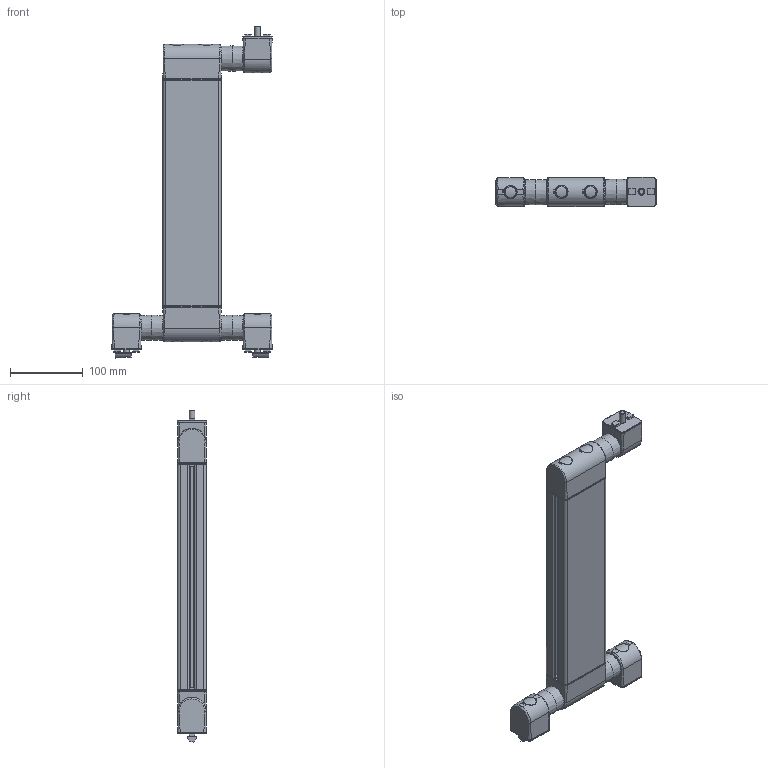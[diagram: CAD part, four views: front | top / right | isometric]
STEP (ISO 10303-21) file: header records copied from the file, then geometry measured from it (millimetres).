
FILE_DESCRIPTION(('STEP AP203'),'1');
FILE_NAME('ERGO08H2660.stp','2024-03-04T13:39:30',(' '),(' '),'Spatial InterOp 3D',' ',' ');
FILE_SCHEMA(('CONFIG_CONTROL_DESIGN'));
Length unit declared in the file: millimetre
Products named in the file (18): Articulation à friction simple parallèle 1 section double; Vis CHC - M8x50; Capot 8-40; Cache vis; Corps 1Z40; arbre de friction; Corps 2Z40; générique bras articulé simples; Profilé 8 80x40 4N180 E; Articulation à friction double; Corps 2Y40; Kit de fixation; Vis BHC - M8x45; Écrou 8 St M8
Assembly tree (39 placements, depth 5):
  générique bras articulé simples
    Articulation à friction simple parallèle 1 section double
      Articulation à friction simple parallèle 1 section double
        Vis CHC - M8x50
        Capot 8-40
        Cache vis
        Corps 1Z40
      Articulation à friction simple parallèle 1 section double
        Capot 8-40  x2
        Cache vis  x2
        Vis CHC - M8x50  x2
        arbre de friction
        Corps 2Z40
    Profilé 8 80x40 4N180 E
    Articulation à friction double
      Articulation à friction double
        Capot 8-40  x2
        Cache vis  x2
        Vis CHC - M8x50  x2
        Corps 2Y40
      Articulation à friction double
        Kit de fixation  x2
          Vis BHC - M8x45
          Écrou 8 St M8
        Cache vis  x2
        Capot 8-40  x3
        Corps 1Z40  x2
        arbre de friction  x2
Bounding box: 220.01 x 40 x 456.3 mm (x, y, z)
Volume: 769354.6 mm3; surface area: 433163.7 mm2
Topology: 33 solids, 33 shells, 2101 faces, 5530 edges, 3631 vertices
Faces by surface type: plane 1077, cylinder 745, cone 170, torus 107, sphere 2
Full cylindrical faces by diameter (mm): 4 x2, 6.78 x2, 6.8 x2, 8 x14, 8.4 x7, 10 x7, 13 x12, 15.3 x7, 17.87 x7, 28 x6
Entity records: 41415 total; most frequent: CARTESIAN_POINT 10438, ORIENTED_EDGE 5460, DIRECTION 5377, EDGE_CURVE 2730, AXIS2_PLACEMENT_3D 1875, VERTEX_POINT 1850, LINE 1627, VECTOR 1627
